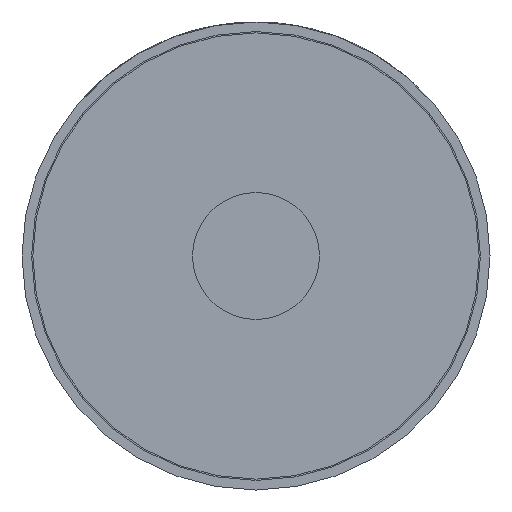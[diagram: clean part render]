
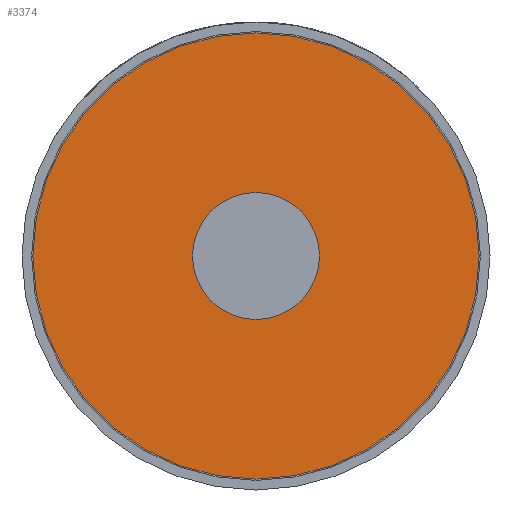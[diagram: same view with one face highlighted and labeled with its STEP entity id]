
A CAD part, front view. The second image highlights one B-rep face of the part: STEP entity #3374.
In plain terms, the highlighted planar face has unit normal (0, -1, 0).
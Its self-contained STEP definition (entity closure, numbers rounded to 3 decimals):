
#16 = DIRECTION ( 'NONE',  ( 0., -1., 0. ) ) ;
#112 = EDGE_CURVE ( 'Defeature ausgef�hrt1_4+Defeature ausgef�hrt1_5+Defeature ausgef�hrt1_5+Defeature ausgef�hrt1_5', #747, #2618, #3417, .T. ) ;
#189 = AXIS2_PLACEMENT_3D ( 'NONE', #3278, #16, #2658 ) ;
#218 = CARTESIAN_POINT ( 'NONE',  ( 0.037, 0.053, 0. ) ) ;
#232 = DIRECTION ( 'NONE',  ( 0., 0., 1. ) ) ;
#499 = FACE_BOUND ( 'NONE', #3327, .T. ) ;
#581 = ORIENTED_EDGE ( 'NONE', *, *, #112, .T. ) ;
#691 = ORIENTED_EDGE ( 'NONE', *, *, #2530, .T. ) ;
#728 = DIRECTION ( 'NONE',  ( 0., -1., 0. ) ) ;
#747 = VERTEX_POINT ( 'NONE', #2222 ) ;
#1271 = VERTEX_POINT ( 'NONE', #2108 ) ;
#1440 = CIRCLE ( 'NONE', #3826, 0.37 ) ;
#1668 = PLANE ( 'NONE',  #4113 ) ;
#1687 = VERTEX_POINT ( 'NONE', #3260 ) ;
#1995 = CARTESIAN_POINT ( 'NONE',  ( 0.037, 0.053, 0. ) ) ;
#2108 = CARTESIAN_POINT ( 'NONE',  ( 0.037, 0.053, 0.37 ) ) ;
#2222 = CARTESIAN_POINT ( 'NONE',  ( 0.037, 0.053, 1.74 ) ) ;
#2352 = DIRECTION ( 'NONE',  ( 0., 0., -1. ) ) ;
#2356 = EDGE_CURVE ( 'Defeature ausgef�hrt1_4+Defeature ausgef�hrt1_14+Defeature ausgef�hrt1_14+Defeature ausgef�hrt1_14', #1271, #1687, #2555, .T. ) ;
#2367 = ORIENTED_EDGE ( 'NONE', *, *, #2356, .T. ) ;
#2530 = EDGE_CURVE ( 'Defeature ausgef�hrt1_4+Defeature ausgef�hrt1_5+Defeature ausgef�hrt1_5+Defeature ausgef�hrt1_5', #2618, #747, #3274, .T. ) ;
#2555 = CIRCLE ( 'NONE', #3187, 0.37 ) ;
#2618 = VERTEX_POINT ( 'NONE', #3924 ) ;
#2658 = DIRECTION ( 'NONE',  ( 0., 0., -1. ) ) ;
#2702 = FACE_OUTER_BOUND ( 'NONE', #2732, .T. ) ;
#2732 = EDGE_LOOP ( 'NONE', ( #691, #581 ) ) ;
#2844 = DIRECTION ( 'NONE',  ( 0., 0., -1. ) ) ;
#2859 = DIRECTION ( 'NONE',  ( 0., -1., 0. ) ) ;
#2885 = EDGE_CURVE ( 'Defeature ausgef�hrt1_4+Defeature ausgef�hrt1_14+Defeature ausgef�hrt1_14+Defeature ausgef�hrt1_14', #1687, #1271, #1440, .T. ) ;
#3179 = AXIS2_PLACEMENT_3D ( 'NONE', #3183, #2859, #2844 ) ;
#3183 = CARTESIAN_POINT ( 'NONE',  ( 0.037, 0.053, 0. ) ) ;
#3185 = DIRECTION ( 'NONE',  ( 0., 1., 0. ) ) ;
#3187 = AXIS2_PLACEMENT_3D ( 'NONE', #218, #3185, #232 ) ;
#3260 = CARTESIAN_POINT ( 'NONE',  ( 0.037, 0.053, -0.37 ) ) ;
#3274 = CIRCLE ( 'NONE', #189, 1.74 ) ;
#3278 = CARTESIAN_POINT ( 'NONE',  ( 0.037, 0.053, 0. ) ) ;
#3327 = EDGE_LOOP ( 'NONE', ( #2367, #3436 ) ) ;
#3374 = ADVANCED_FACE ( 'Defeature ausgef�hrt1_4', ( #499, #2702 ), #1668, .T. ) ;
#3417 = CIRCLE ( 'NONE', #3179, 1.74 ) ;
#3436 = ORIENTED_EDGE ( 'NONE', *, *, #2885, .T. ) ;
#3513 = DIRECTION ( 'NONE',  ( 0., 0., 1. ) ) ;
#3805 = DIRECTION ( 'NONE',  ( 0., 1., 0. ) ) ;
#3826 = AXIS2_PLACEMENT_3D ( 'NONE', #4121, #3805, #3513 ) ;
#3924 = CARTESIAN_POINT ( 'NONE',  ( 0.037, 0.053, -1.74 ) ) ;
#4113 = AXIS2_PLACEMENT_3D ( 'NONE', #1995, #728, #2352 ) ;
#4121 = CARTESIAN_POINT ( 'NONE',  ( 0.037, 0.053, 0. ) ) ;
